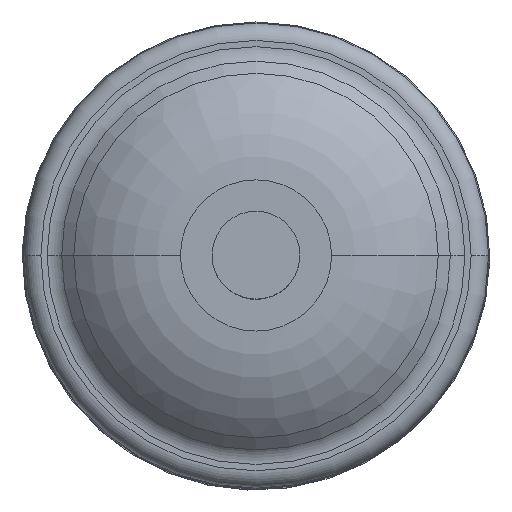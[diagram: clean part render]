
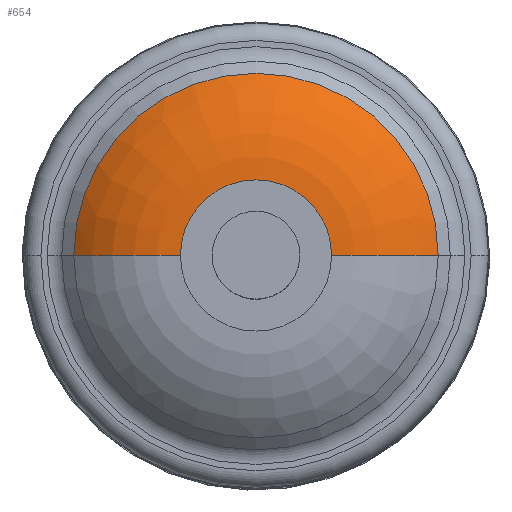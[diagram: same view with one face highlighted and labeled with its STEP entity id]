
A CAD part, top view. The second image highlights one B-rep face of the part: STEP entity #654.
In plain terms, the highlighted toroidal (fillet/blend) face has major radius 10.84 mm and minor radius 22 mm.
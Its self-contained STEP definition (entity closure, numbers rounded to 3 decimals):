
#41 = DIRECTION ( 'NONE',  ( 1., 0., 0. ) ) ;
#58 = CARTESIAN_POINT ( 'NONE',  ( 10.84, 0., 65.3 ) ) ;
#110 = ORIENTED_EDGE ( 'NONE', *, *, #113, .T. ) ;
#113 = EDGE_CURVE ( 'NONE', #549, #474, #1289, .T. ) ;
#115 = VERTEX_POINT ( 'NONE', #174 ) ;
#171 = DIRECTION ( 'NONE',  ( 0., -1., 0. ) ) ;
#174 = CARTESIAN_POINT ( 'NONE',  ( -10.84, 0., 87.3 ) ) ;
#184 = AXIS2_PLACEMENT_3D ( 'NONE', #58, #469, #1124 ) ;
#210 = VERTEX_POINT ( 'NONE', #1092 ) ;
#254 = CARTESIAN_POINT ( 'NONE',  ( 0., 0., 65.3 ) ) ;
#272 = AXIS2_PLACEMENT_3D ( 'NONE', #254, #375, #1022 ) ;
#309 = ORIENTED_EDGE ( 'NONE', *, *, #628, .F. ) ;
#351 = CARTESIAN_POINT ( 'NONE',  ( 0., 0., 87.3 ) ) ;
#375 = DIRECTION ( 'NONE',  ( 0., 0., -1. ) ) ;
#445 = EDGE_CURVE ( 'NONE', #115, #549, #1049, .T. ) ;
#469 = DIRECTION ( 'NONE',  ( 0., 1., 0. ) ) ;
#474 = VERTEX_POINT ( 'NONE', #1319 ) ;
#494 = DIRECTION ( 'NONE',  ( 0., 0., -1. ) ) ;
#549 = VERTEX_POINT ( 'NONE', #612 ) ;
#553 = DIRECTION ( 'NONE',  ( 0., 0., -1. ) ) ;
#598 = FACE_OUTER_BOUND ( 'NONE', #615, .T. ) ;
#612 = CARTESIAN_POINT ( 'NONE',  ( 10.84, 0., 87.3 ) ) ;
#615 = EDGE_LOOP ( 'NONE', ( #309, #863, #110, #1306 ) ) ;
#628 = EDGE_CURVE ( 'NONE', #115, #210, #1096, .T. ) ;
#649 = CIRCLE ( 'NONE', #838, 26.123 ) ;
#654 = ADVANCED_FACE ( 'NONE', ( #598 ), #1227, .T. ) ;
#694 = CARTESIAN_POINT ( 'NONE',  ( 0., 0., 81.125 ) ) ;
#838 = AXIS2_PLACEMENT_3D ( 'NONE', #694, #494, #1331 ) ;
#863 = ORIENTED_EDGE ( 'NONE', *, *, #445, .T. ) ;
#1022 = DIRECTION ( 'NONE',  ( 1., 0., 0. ) ) ;
#1038 = CARTESIAN_POINT ( 'NONE',  ( -10.84, 0., 65.3 ) ) ;
#1049 = CIRCLE ( 'NONE', #1090, 10.84 ) ;
#1090 = AXIS2_PLACEMENT_3D ( 'NONE', #351, #553, #41 ) ;
#1092 = CARTESIAN_POINT ( 'NONE',  ( -26.123, 0., 81.125 ) ) ;
#1096 = CIRCLE ( 'NONE', #1162, 22. ) ;
#1124 = DIRECTION ( 'NONE',  ( 0., 0., 1. ) ) ;
#1162 = AXIS2_PLACEMENT_3D ( 'NONE', #1038, #171, #1208 ) ;
#1208 = DIRECTION ( 'NONE',  ( 1., 0., 0. ) ) ;
#1222 = EDGE_CURVE ( 'NONE', #210, #474, #649, .T. ) ;
#1227 = TOROIDAL_SURFACE ( 'NONE', #272, 10.84, 22. ) ;
#1289 = CIRCLE ( 'NONE', #184, 22. ) ;
#1306 = ORIENTED_EDGE ( 'NONE', *, *, #1222, .F. ) ;
#1319 = CARTESIAN_POINT ( 'NONE',  ( 26.123, 0., 81.125 ) ) ;
#1331 = DIRECTION ( 'NONE',  ( 1., 0., 0. ) ) ;
